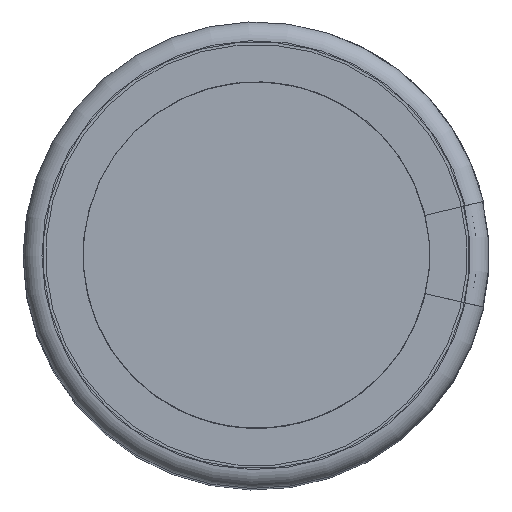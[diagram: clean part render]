
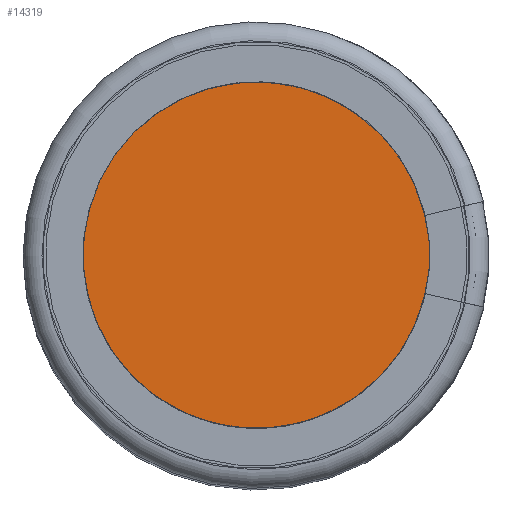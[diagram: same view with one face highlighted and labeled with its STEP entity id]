
A CAD part, top view. The second image highlights one B-rep face of the part: STEP entity #14319.
In plain terms, the highlighted face is planar.
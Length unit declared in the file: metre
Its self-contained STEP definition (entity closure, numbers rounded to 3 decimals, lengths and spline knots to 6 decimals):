
#853=CIRCLE('',#15202,0.011432);
#2852=ORIENTED_EDGE('',*,*,#5016,.F.);
#5016=EDGE_CURVE('',#6166,#6166,#853,.T.);
#6166=VERTEX_POINT('',#23587);
#8323=EDGE_LOOP('',(#2852));
#9035=FACE_BOUND('',#8323,.T.);
#9549=PLANE('',#15280);
#14319=ADVANCED_FACE('',(#9035),#9549,.F.);
#15202=AXIS2_PLACEMENT_3D('',#23586,#17481,#17482);
#15280=AXIS2_PLACEMENT_3D('',#23774,#17657,#17658);
#17481=DIRECTION('',(0.,-1.,0.));
#17482=DIRECTION('',(0.,0.,-1.));
#17657=DIRECTION('',(0.,-1.,0.));
#17658=DIRECTION('',(0.,0.,-1.));
#23586=CARTESIAN_POINT('',(0.,0.04978,0.));
#23587=CARTESIAN_POINT('',(0.,0.04978,-0.011432));
#23774=CARTESIAN_POINT('',(0.,0.04978,0.));
